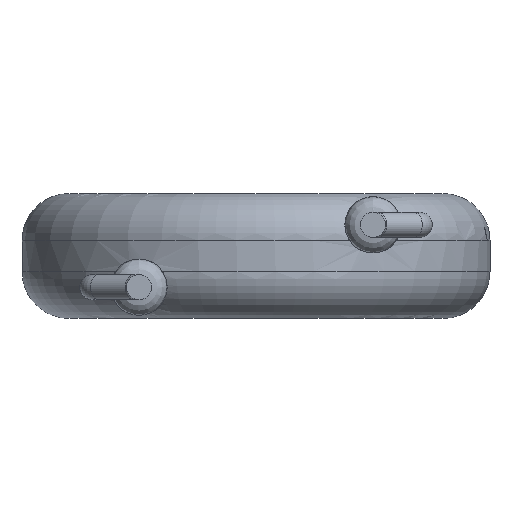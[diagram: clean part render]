
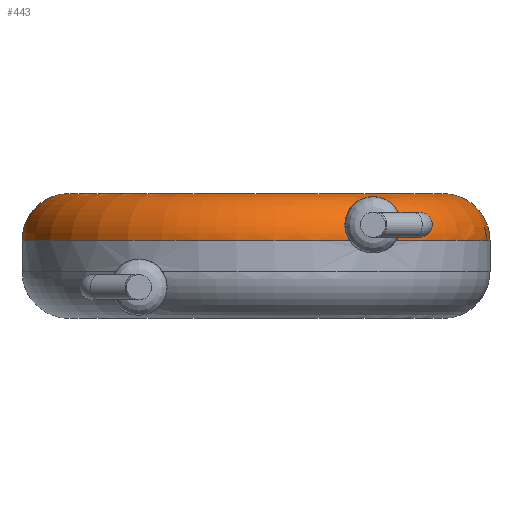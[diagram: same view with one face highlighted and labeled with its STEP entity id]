
A CAD part, front view. The second image highlights one B-rep face of the part: STEP entity #443.
In plain terms, the highlighted toroidal (fillet/blend) face has major radius 6 mm and minor radius 1.5 mm.
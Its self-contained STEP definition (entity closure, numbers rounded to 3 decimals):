
#36=TOROIDAL_SURFACE('',#495,6.,1.5);
#44=B_SPLINE_CURVE_WITH_KNOTS('',3,(#767,#768,#769,#770,#771,#772,#773,
#774),.UNSPECIFIED.,.F.,.F.,(4,2,2,4),(-0.411,-0.394,
-0.382,-0.371),.UNSPECIFIED.);
#46=B_SPLINE_CURVE_WITH_KNOTS('',3,(#790,#791,#792,#793,#794,#795,#796,
#797,#798,#799,#800,#801,#802,#803,#804,#805,#806,#807,#808,#809,#810,#811,
#812,#813,#814,#815,#816,#817),.UNSPECIFIED.,.F.,.F.,(4,2,2,2,2,2,2,2,2,
2,2,2,2,4),(-0.371,-0.369,-0.352,-0.319,
-0.268,-0.241,-0.224,-0.209,
-0.189,-0.157,-0.119,-0.081,
-0.041,0.),.UNSPECIFIED.);
#87=FACE_OUTER_BOUND('',#113,.T.);
#113=EDGE_LOOP('',(#317,#318,#319,#320,#321,#322,#323,#324,#325));
#144=CIRCLE('',#496,6.);
#145=CIRCLE('',#497,1.5);
#146=CIRCLE('',#498,7.5);
#147=CIRCLE('',#499,7.5);
#148=CIRCLE('',#500,7.5);
#149=CIRCLE('',#501,6.);
#193=VERTEX_POINT('',#764);
#194=VERTEX_POINT('',#766);
#195=VERTEX_POINT('',#775);
#196=VERTEX_POINT('',#819);
#197=VERTEX_POINT('',#820);
#198=VERTEX_POINT('',#822);
#199=VERTEX_POINT('',#825);
#240=EDGE_CURVE('',#194,#193,#44,.T.);
#242=EDGE_CURVE('',#193,#195,#46,.T.);
#243=EDGE_CURVE('',#196,#197,#144,.T.);
#244=EDGE_CURVE('',#197,#198,#145,.T.);
#245=EDGE_CURVE('',#198,#194,#146,.T.);
#246=EDGE_CURVE('',#195,#199,#147,.T.);
#247=EDGE_CURVE('',#199,#198,#148,.T.);
#248=EDGE_CURVE('',#197,#196,#149,.T.);
#317=ORIENTED_EDGE('',*,*,#243,.T.);
#318=ORIENTED_EDGE('',*,*,#244,.T.);
#319=ORIENTED_EDGE('',*,*,#245,.T.);
#320=ORIENTED_EDGE('',*,*,#240,.T.);
#321=ORIENTED_EDGE('',*,*,#242,.T.);
#322=ORIENTED_EDGE('',*,*,#246,.T.);
#323=ORIENTED_EDGE('',*,*,#247,.T.);
#324=ORIENTED_EDGE('',*,*,#244,.F.);
#325=ORIENTED_EDGE('',*,*,#248,.T.);
#443=ADVANCED_FACE('',(#87),#36,.T.);
#495=AXIS2_PLACEMENT_3D('',#818,#580,#581);
#496=AXIS2_PLACEMENT_3D('',#821,#582,#583);
#497=AXIS2_PLACEMENT_3D('',#823,#584,#585);
#498=AXIS2_PLACEMENT_3D('',#824,#586,#587);
#499=AXIS2_PLACEMENT_3D('',#826,#588,#589);
#500=AXIS2_PLACEMENT_3D('',#827,#590,#591);
#501=AXIS2_PLACEMENT_3D('',#828,#592,#593);
#580=DIRECTION('center_axis',(0.,0.,1.));
#581=DIRECTION('ref_axis',(1.,0.,0.));
#582=DIRECTION('center_axis',(0.,0.,-1.));
#583=DIRECTION('ref_axis',(-1.,0.,0.));
#584=DIRECTION('center_axis',(0.,-1.,0.));
#585=DIRECTION('ref_axis',(-1.,0.,0.));
#586=DIRECTION('center_axis',(0.,0.,1.));
#587=DIRECTION('ref_axis',(-1.,0.,0.));
#588=DIRECTION('center_axis',(0.,0.,1.));
#589=DIRECTION('ref_axis',(-1.,0.,0.));
#590=DIRECTION('center_axis',(0.,0.,1.));
#591=DIRECTION('ref_axis',(-1.,0.,0.));
#592=DIRECTION('center_axis',(0.,0.,-1.));
#593=DIRECTION('ref_axis',(-1.,0.,0.));
#764=CARTESIAN_POINT('',(2.85,-6.845,3.));
#766=CARTESIAN_POINT('',(3.002,-6.873,2.5));
#767=CARTESIAN_POINT('Ctrl Pts',(3.002,-6.873,2.5));
#768=CARTESIAN_POINT('Ctrl Pts',(2.961,-6.891,2.561));
#769=CARTESIAN_POINT('Ctrl Pts',(2.927,-6.901,2.628));
#770=CARTESIAN_POINT('Ctrl Pts',(2.883,-6.902,2.752));
#771=CARTESIAN_POINT('Ctrl Pts',(2.869,-6.896,2.807));
#772=CARTESIAN_POINT('Ctrl Pts',(2.853,-6.875,2.909));
#773=CARTESIAN_POINT('Ctrl Pts',(2.85,-6.862,2.955));
#774=CARTESIAN_POINT('Ctrl Pts',(2.85,-6.845,3.));
#775=CARTESIAN_POINT('',(4.498,-6.001,2.5));
#790=CARTESIAN_POINT('Ctrl Pts',(2.85,-6.845,3.));
#791=CARTESIAN_POINT('Ctrl Pts',(2.85,-6.841,3.008));
#792=CARTESIAN_POINT('Ctrl Pts',(2.85,-6.838,3.016));
#793=CARTESIAN_POINT('Ctrl Pts',(2.852,-6.804,3.1));
#794=CARTESIAN_POINT('Ctrl Pts',(2.864,-6.763,3.171));
#795=CARTESIAN_POINT('Ctrl Pts',(2.914,-6.629,3.354));
#796=CARTESIAN_POINT('Ctrl Pts',(2.97,-6.512,3.466));
#797=CARTESIAN_POINT('Ctrl Pts',(3.169,-6.139,3.715));
#798=CARTESIAN_POINT('Ctrl Pts',(3.318,-5.887,3.801));
#799=CARTESIAN_POINT('Ctrl Pts',(3.51,-5.605,3.87));
#800=CARTESIAN_POINT('Ctrl Pts',(3.583,-5.508,3.888));
#801=CARTESIAN_POINT('Ctrl Pts',(3.706,-5.387,3.9));
#802=CARTESIAN_POINT('Ctrl Pts',(3.749,-5.354,3.901));
#803=CARTESIAN_POINT('Ctrl Pts',(3.829,-5.309,3.897));
#804=CARTESIAN_POINT('Ctrl Pts',(3.869,-5.293,3.893));
#805=CARTESIAN_POINT('Ctrl Pts',(3.969,-5.274,3.875));
#806=CARTESIAN_POINT('Ctrl Pts',(4.021,-5.278,3.859));
#807=CARTESIAN_POINT('Ctrl Pts',(4.134,-5.298,3.817));
#808=CARTESIAN_POINT('Ctrl Pts',(4.205,-5.325,3.781));
#809=CARTESIAN_POINT('Ctrl Pts',(4.347,-5.399,3.68));
#810=CARTESIAN_POINT('Ctrl Pts',(4.423,-5.45,3.608));
#811=CARTESIAN_POINT('Ctrl Pts',(4.552,-5.564,3.424));
#812=CARTESIAN_POINT('Ctrl Pts',(4.6,-5.622,3.318));
#813=CARTESIAN_POINT('Ctrl Pts',(4.654,-5.736,3.088));
#814=CARTESIAN_POINT('Ctrl Pts',(4.658,-5.791,2.966));
#815=CARTESIAN_POINT('Ctrl Pts',(4.615,-5.898,2.722));
#816=CARTESIAN_POINT('Ctrl Pts',(4.568,-5.949,2.604));
#817=CARTESIAN_POINT('Ctrl Pts',(4.498,-6.001,2.5));
#818=CARTESIAN_POINT('Origin',(0.,0.,2.5));
#819=CARTESIAN_POINT('',(6.,0.,4.));
#820=CARTESIAN_POINT('',(-6.,0.,4.));
#821=CARTESIAN_POINT('Origin',(0.,0.,4.));
#822=CARTESIAN_POINT('',(-7.5,0.,2.5));
#823=CARTESIAN_POINT('Origin',(-6.,0.,2.5));
#824=CARTESIAN_POINT('Origin',(0.,0.,2.5));
#825=CARTESIAN_POINT('',(7.5,0.,2.5));
#826=CARTESIAN_POINT('Origin',(0.,0.,2.5));
#827=CARTESIAN_POINT('Origin',(0.,0.,2.5));
#828=CARTESIAN_POINT('Origin',(0.,0.,4.));
